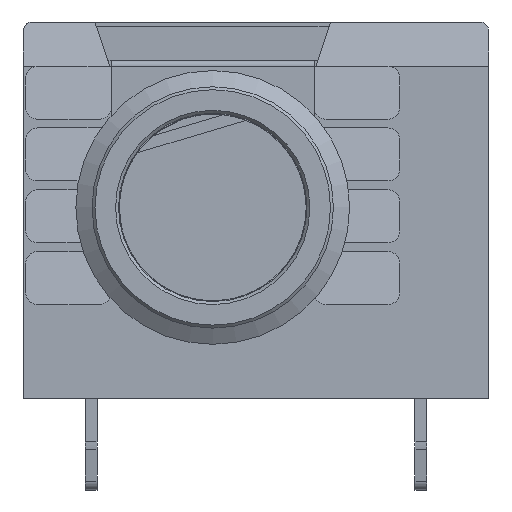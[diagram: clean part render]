
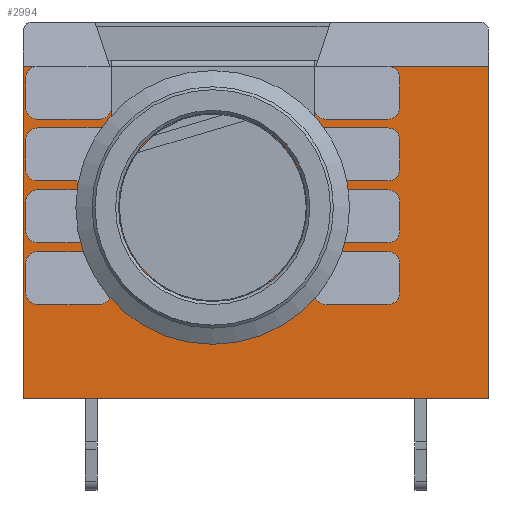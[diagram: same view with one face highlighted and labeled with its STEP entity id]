
A CAD part, left-side view. The second image highlights one B-rep face of the part: STEP entity #2994.
In plain terms, the highlighted planar face has unit normal (-1, 0, 0).
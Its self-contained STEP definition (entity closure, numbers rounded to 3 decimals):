
#851 = EDGE_CURVE('',#852,#854,#856,.T.);
#852 = VERTEX_POINT('',#853);
#853 = CARTESIAN_POINT('',(-10.75,-7.9,0.));
#854 = VERTEX_POINT('',#855);
#855 = CARTESIAN_POINT('',(-10.75,7.9,0.));
#856 = LINE('',#857,#858);
#857 = CARTESIAN_POINT('',(-10.75,-7.9,0.));
#858 = VECTOR('',#859,1.);
#859 = DIRECTION('',(0.,1.,0.));
#2994 = ADVANCED_FACE('',(#2995,#3052),#3063,.T.);
#2995 = FACE_BOUND('',#2996,.T.);
#2996 = EDGE_LOOP('',(#2997,#3005,#3006,#3014,#3022,#3030,#3038,#3046));
#2997 = ORIENTED_EDGE('',*,*,#2998,.F.);
#2998 = EDGE_CURVE('',#854,#2999,#3001,.T.);
#2999 = VERTEX_POINT('',#3000);
#3000 = CARTESIAN_POINT('',(-10.75,7.9,11.301));
#3001 = LINE('',#3002,#3003);
#3002 = CARTESIAN_POINT('',(-10.75,7.9,0.));
#3003 = VECTOR('',#3004,1.);
#3004 = DIRECTION('',(0.,0.,1.));
#3005 = ORIENTED_EDGE('',*,*,#851,.F.);
#3006 = ORIENTED_EDGE('',*,*,#3007,.T.);
#3007 = EDGE_CURVE('',#852,#3008,#3010,.T.);
#3008 = VERTEX_POINT('',#3009);
#3009 = CARTESIAN_POINT('',(-10.75,-7.9,11.301));
#3010 = LINE('',#3011,#3012);
#3011 = CARTESIAN_POINT('',(-10.75,-7.9,0.));
#3012 = VECTOR('',#3013,1.);
#3013 = DIRECTION('',(0.,0.,1.));
#3014 = ORIENTED_EDGE('',*,*,#3015,.T.);
#3015 = EDGE_CURVE('',#3008,#3016,#3018,.T.);
#3016 = VERTEX_POINT('',#3017);
#3017 = CARTESIAN_POINT('',(-10.75,-2.03,11.301));
#3018 = LINE('',#3019,#3020);
#3019 = CARTESIAN_POINT('',(-10.75,-7.9,11.301));
#3020 = VECTOR('',#3021,1.);
#3021 = DIRECTION('',(0.,1.,0.));
#3022 = ORIENTED_EDGE('',*,*,#3023,.T.);
#3023 = EDGE_CURVE('',#3016,#3024,#3026,.T.);
#3024 = VERTEX_POINT('',#3025);
#3025 = CARTESIAN_POINT('',(-10.75,-2.03,11.3));
#3026 = LINE('',#3027,#3028);
#3027 = CARTESIAN_POINT('',(-10.75,-2.03,12.8));
#3028 = VECTOR('',#3029,1.);
#3029 = DIRECTION('',(0.,0.,-1.));
#3030 = ORIENTED_EDGE('',*,*,#3031,.T.);
#3031 = EDGE_CURVE('',#3024,#3032,#3034,.T.);
#3032 = VERTEX_POINT('',#3033);
#3033 = CARTESIAN_POINT('',(-10.75,4.97,11.3));
#3034 = LINE('',#3035,#3036);
#3035 = CARTESIAN_POINT('',(-10.75,-2.03,11.3));
#3036 = VECTOR('',#3037,1.);
#3037 = DIRECTION('',(0.,1.,0.));
#3038 = ORIENTED_EDGE('',*,*,#3039,.T.);
#3039 = EDGE_CURVE('',#3032,#3040,#3042,.T.);
#3040 = VERTEX_POINT('',#3041);
#3041 = CARTESIAN_POINT('',(-10.75,4.97,11.301));
#3042 = LINE('',#3043,#3044);
#3043 = CARTESIAN_POINT('',(-10.75,4.97,11.3));
#3044 = VECTOR('',#3045,1.);
#3045 = DIRECTION('',(0.,0.,1.));
#3046 = ORIENTED_EDGE('',*,*,#3047,.T.);
#3047 = EDGE_CURVE('',#3040,#2999,#3048,.T.);
#3048 = LINE('',#3049,#3050);
#3049 = CARTESIAN_POINT('',(-10.75,4.97,11.301));
#3050 = VECTOR('',#3051,1.);
#3051 = DIRECTION('',(0.,1.,0.));
#3052 = FACE_BOUND('',#3053,.T.);
#3053 = EDGE_LOOP('',(#3054));
#3054 = ORIENTED_EDGE('',*,*,#3055,.F.);
#3055 = EDGE_CURVE('',#3056,#3056,#3058,.T.);
#3056 = VERTEX_POINT('',#3057);
#3057 = CARTESIAN_POINT('',(-10.75,-1.705,6.5));
#3058 = CIRCLE('',#3059,3.175);
#3059 = AXIS2_PLACEMENT_3D('',#3060,#3061,#3062);
#3060 = CARTESIAN_POINT('',(-10.75,1.47,6.5));
#3061 = DIRECTION('',(-1.,0.,0.));
#3062 = DIRECTION('',(0.,-1.,0.));
#3063 = PLANE('',#3064);
#3064 = AXIS2_PLACEMENT_3D('',#3065,#3066,#3067);
#3065 = CARTESIAN_POINT('',(-10.75,-7.9,0.));
#3066 = DIRECTION('',(-1.,0.,0.));
#3067 = DIRECTION('',(0.,1.,0.));
